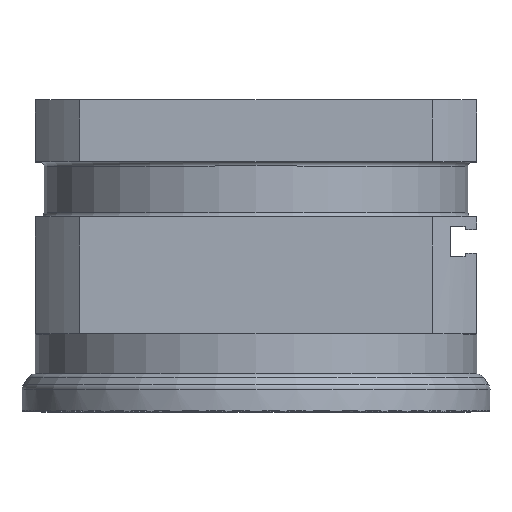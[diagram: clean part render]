
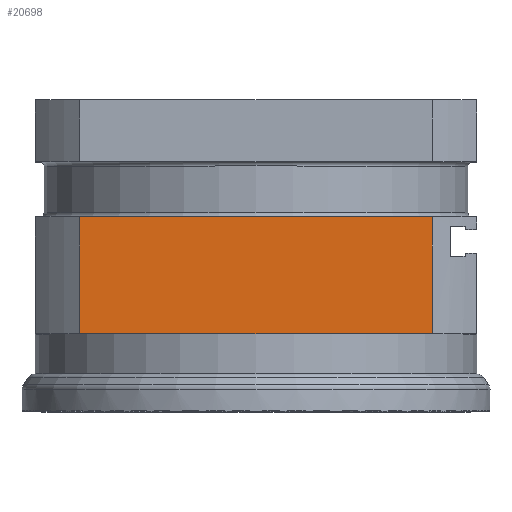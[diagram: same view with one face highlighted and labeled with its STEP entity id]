
A CAD part, top view. The second image highlights one B-rep face of the part: STEP entity #20698.
In plain terms, the highlighted planar face has unit normal (0, 0, 1).
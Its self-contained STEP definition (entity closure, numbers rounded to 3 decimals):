
#14=LINE('',#32481,#1146);
#25=LINE('',#32533,#1157);
#49=LINE('',#32605,#1181);
#50=LINE('',#32606,#1182);
#51=LINE('',#32607,#1183);
#1146=VECTOR('',#25022,26.5);
#1157=VECTOR('',#25067,26.5);
#1181=VECTOR('',#25139,39.95);
#1182=VECTOR('',#25140,79.9);
#1183=VECTOR('',#25141,39.95);
#2306=PLANE('',#21880);
#2606=FACE_OUTER_BOUND('',#3762,.T.);
#3762=EDGE_LOOP('',(#12370,#12371,#12372,#12373,#12374));
#7010=VERTEX_POINT('',#32478);
#7011=VERTEX_POINT('',#32480);
#7034=VERTEX_POINT('',#32531);
#7035=VERTEX_POINT('',#32532);
#7059=VERTEX_POINT('',#32604);
#9129=EDGE_CURVE('',#7010,#7011,#14,.T.);
#9154=EDGE_CURVE('',#7034,#7035,#25,.T.);
#9190=EDGE_CURVE('',#7011,#7059,#49,.T.);
#9191=EDGE_CURVE('',#7035,#7010,#50,.T.);
#9192=EDGE_CURVE('',#7059,#7034,#51,.T.);
#12370=ORIENTED_EDGE('',*,*,#9190,.F.);
#12371=ORIENTED_EDGE('',*,*,#9129,.F.);
#12372=ORIENTED_EDGE('',*,*,#9191,.F.);
#12373=ORIENTED_EDGE('',*,*,#9154,.F.);
#12374=ORIENTED_EDGE('',*,*,#9192,.F.);
#20698=ADVANCED_FACE('',(#2606),#2306,.T.);
#21880=AXIS2_PLACEMENT_3D('',#32603,#25137,#25138);
#25022=DIRECTION('',(0.,-1.,0.));
#25067=DIRECTION('',(0.,1.,0.));
#25137=DIRECTION('center_axis',(0.,0.,1.));
#25138=DIRECTION('ref_axis',(1.,0.,0.));
#25139=DIRECTION('',(-1.,0.,0.));
#25140=DIRECTION('',(1.,0.,0.));
#25141=DIRECTION('',(-1.,0.,0.));
#32478=CARTESIAN_POINT('',(39.95,38.,50.));
#32480=CARTESIAN_POINT('',(39.95,11.5,50.));
#32481=CARTESIAN_POINT('',(39.95,24.75,50.));
#32531=CARTESIAN_POINT('',(-39.95,11.5,50.));
#32532=CARTESIAN_POINT('',(-39.95,38.,50.));
#32533=CARTESIAN_POINT('',(-39.95,24.75,50.));
#32603=CARTESIAN_POINT('Origin',(-39.95,64.5,50.));
#32604=CARTESIAN_POINT('',(0.,11.5,50.));
#32605=CARTESIAN_POINT('',(7.275,11.5,50.));
#32606=CARTESIAN_POINT('',(8.025,38.,50.));
#32607=CARTESIAN_POINT('',(7.275,11.5,50.));
